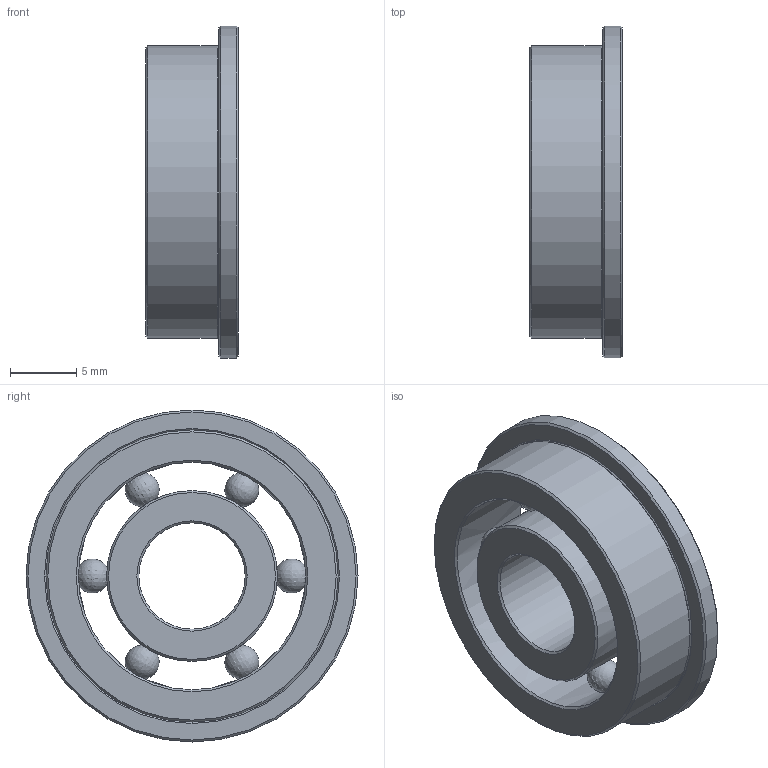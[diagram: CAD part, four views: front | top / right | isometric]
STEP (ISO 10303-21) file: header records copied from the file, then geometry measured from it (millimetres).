
FILE_DESCRIPTION(/* description */ (''),/* implementation_level */ '2;1');
FILE_NAME(/* name */ 'Miniature Ball Bearings - Metric Series Flanged.stp',/* time_stamp */ '2019-09-20T20:28:16+03:00',/* author */ ('xyz-150G'),/* organization */ (''),/* preprocessor_version */ 'ST-DEVELOPER v16.1',/* originating_system */ 'Autodesk Inventor 2016',/* authorisation */ '');
FILE_SCHEMA (('AUTOMOTIVE_DESIGN { 1 0 10303 214 3 1 1 }'));
Length unit declared in the file: millimetre
Products named in the file (1): Miniature Ball Bearings - Metric Series Flanged
Bounding box: 7 x 25 x 25 mm (x, y, z)
Volume: 1816.2 mm3; surface area: 2073.2 mm2
Topology: 1 solids, 1 shells, 28 faces, 75 edges, 50 vertices
Faces by surface type: cone 12, sphere 6, plane 5, cylinder 5
Full cylindrical faces by diameter (mm): 8 x1, 12.867 x1, 17.133 x1, 22 x1, 25 x1
Entity records: 1084 total; most frequent: CARTESIAN_POINT 541, DIRECTION 102, EDGE_LOOP 68, ORIENTED_EDGE 68, AXIS2_PLACEMENT_3D 51, FACE_BOUND 46, VERTEX_POINT 34, EDGE_CURVE 34
